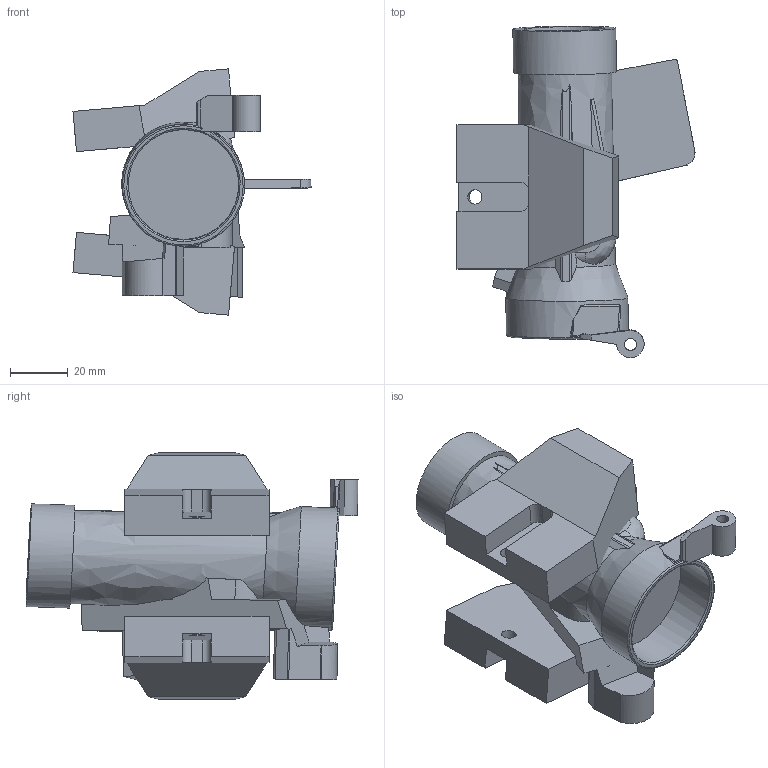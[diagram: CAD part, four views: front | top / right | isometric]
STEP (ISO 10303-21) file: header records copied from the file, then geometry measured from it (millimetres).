
FILE_DESCRIPTION(/* description */ (''),/* implementation_level */ '2;1');
FILE_NAME(/* name */ '22jm.stp',/* time_stamp */ '2019-05-31T11:12:21+08:00',/* author */ (''),/* organization */ (''),/* preprocessor_version */ 'ST-DEVELOPER v16',/* originating_system */ 'SIEMENS PLM Software NX 10.0',/* authorisation */ '');
FILE_SCHEMA (('AUTOMOTIVE_DESIGN { 1 0 10303 214 3 1 1 1 }'));
Length unit declared in the file: millimetre
Products named in the file (1): 22jm
Bounding box: 82.54 x 115.12 x 85.4 mm (x, y, z)
Volume: 184602.2 mm3; surface area: 44059.6 mm2
Topology: 3 solids, 3 shells, 289 faces, 767 edges, 488 vertices
Faces by surface type: plane 140, cylinder 95, bspline 44, extrusion 8, sphere 2
Full cylindrical faces by diameter (mm): 4.234 x1, 5 x2, 27.95 x1, 38.31 x1
Entity records: 10967 total; most frequent: CARTESIAN_POINT 4072, ORIENTED_EDGE 1500, DIRECTION 1324, EDGE_CURVE 750, VERTEX_POINT 482, AXIS2_PLACEMENT_3D 455, VECTOR 414, LINE 406
